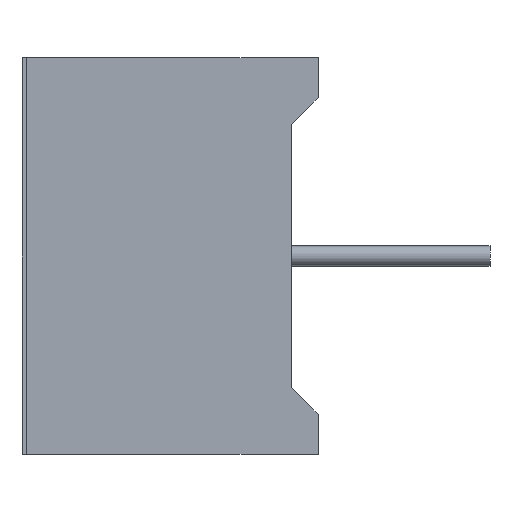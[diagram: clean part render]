
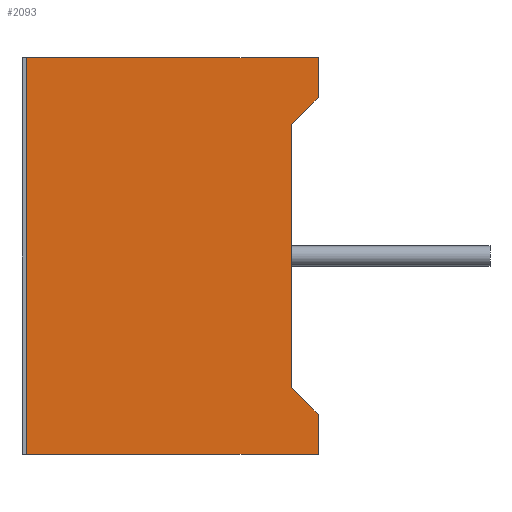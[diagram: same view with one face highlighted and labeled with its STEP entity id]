
A CAD part, left-side view. The second image highlights one B-rep face of the part: STEP entity #2093.
In plain terms, the highlighted planar face has unit normal (-1, 0, 0).
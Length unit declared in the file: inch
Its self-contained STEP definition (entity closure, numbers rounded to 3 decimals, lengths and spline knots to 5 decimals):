
#18 = EDGE_CURVE ( 'NONE', #2128, #1698, #2086, .T. ) ;
#32 = CARTESIAN_POINT ( 'NONE',  ( -0.2955, -0.04, -0.2705 ) ) ;
#77 = VECTOR ( 'NONE', #1479, 39.37008 ) ;
#93 = EDGE_CURVE ( 'NONE', #3097, #1698, #1252, .T. ) ;
#161 = ORIENTED_EDGE ( 'NONE', *, *, #3292, .T. ) ;
#179 = CARTESIAN_POINT ( 'NONE',  ( -0.2955, 0.394, -0.2955 ) ) ;
#190 = VECTOR ( 'NONE', #932, 39.37008 ) ;
#197 = VECTOR ( 'NONE', #1877, 39.37008 ) ;
#228 = EDGE_CURVE ( 'NONE', #1595, #2128, #2533, .T. ) ;
#263 = ORIENTED_EDGE ( 'NONE', *, *, #228, .F. ) ;
#310 = DIRECTION ( 'NONE',  ( 0., 0., -1. ) ) ;
#422 = CARTESIAN_POINT ( 'NONE',  ( -0.2955, 0.394, -0.2955 ) ) ;
#509 = VECTOR ( 'NONE', #1742, 39.37008 ) ;
#521 = CARTESIAN_POINT ( 'NONE',  ( -0.2955, 0.394, -0.2955 ) ) ;
#647 = VERTEX_POINT ( 'NONE', #2569 ) ;
#672 = PLANE ( 'NONE',  #2386 ) ;
#682 = DIRECTION ( 'NONE',  ( 0., 0., -1. ) ) ;
#828 = CARTESIAN_POINT ( 'NONE',  ( -0.2955, 0., -0.2955 ) ) ;
#886 = LINE ( 'NONE', #2926, #197 ) ;
#932 = DIRECTION ( 'NONE',  ( 0., -1., 0. ) ) ;
#977 = DIRECTION ( 'NONE',  ( 0., 0.707, 0.707 ) ) ;
#1078 = LINE ( 'NONE', #1489, #3111 ) ;
#1101 = ORIENTED_EDGE ( 'NONE', *, *, #18, .F. ) ;
#1181 = LINE ( 'NONE', #828, #2506 ) ;
#1252 = LINE ( 'NONE', #2555, #3261 ) ;
#1284 = ORIENTED_EDGE ( 'NONE', *, *, #93, .T. ) ;
#1408 = ORIENTED_EDGE ( 'NONE', *, *, #1639, .F. ) ;
#1427 = CARTESIAN_POINT ( 'NONE',  ( -0.2955, 0., -0.1955 ) ) ;
#1479 = DIRECTION ( 'NONE',  ( 0., -1., 0. ) ) ;
#1489 = CARTESIAN_POINT ( 'NONE',  ( -0.2955, 0., -0.1955 ) ) ;
#1501 = DIRECTION ( 'NONE',  ( 0., 0., 1. ) ) ;
#1521 = EDGE_LOOP ( 'NONE', ( #161, #1408, #2042, #2367, #1618, #1284, #1101, #263 ) ) ;
#1595 = VERTEX_POINT ( 'NONE', #521 ) ;
#1618 = ORIENTED_EDGE ( 'NONE', *, *, #1753, .T. ) ;
#1639 = EDGE_CURVE ( 'NONE', #647, #3238, #2638, .T. ) ;
#1660 = LINE ( 'NONE', #2765, #190 ) ;
#1691 = CARTESIAN_POINT ( 'NONE',  ( -0.2955, -0.04, -0.2955 ) ) ;
#1698 = VERTEX_POINT ( 'NONE', #2932 ) ;
#1742 = DIRECTION ( 'NONE',  ( 0., 0., 1. ) ) ;
#1753 = EDGE_CURVE ( 'NONE', #2252, #3097, #886, .T. ) ;
#1877 = DIRECTION ( 'NONE',  ( 0., -0.707, 0.707 ) ) ;
#1894 = DIRECTION ( 'NONE',  ( 0., 0., 1. ) ) ;
#2042 = ORIENTED_EDGE ( 'NONE', *, *, #3409, .T. ) ;
#2056 = VERTEX_POINT ( 'NONE', #1427 ) ;
#2077 = VECTOR ( 'NONE', #310, 39.37008 ) ;
#2086 = LINE ( 'NONE', #3269, #77 ) ;
#2093 = ADVANCED_FACE ( 'NONE', ( #2957 ), #672, .F. ) ;
#2128 = VERTEX_POINT ( 'NONE', #2797 ) ;
#2252 = VERTEX_POINT ( 'NONE', #2390 ) ;
#2264 = DIRECTION ( 'NONE',  ( 1., 0., 0. ) ) ;
#2367 = ORIENTED_EDGE ( 'NONE', *, *, #3117, .T. ) ;
#2386 = AXIS2_PLACEMENT_3D ( 'NONE', #422, #2264, #682 ) ;
#2390 = CARTESIAN_POINT ( 'NONE',  ( -0.2955, 0., 0.1955 ) ) ;
#2506 = VECTOR ( 'NONE', #1894, 39.37008 ) ;
#2533 = LINE ( 'NONE', #179, #509 ) ;
#2555 = CARTESIAN_POINT ( 'NONE',  ( -0.2955, -0.04, 0.2705 ) ) ;
#2569 = CARTESIAN_POINT ( 'NONE',  ( -0.2955, -0.04, -0.2355 ) ) ;
#2638 = LINE ( 'NONE', #32, #2077 ) ;
#2765 = CARTESIAN_POINT ( 'NONE',  ( -0.2955, 0.394, -0.2955 ) ) ;
#2797 = CARTESIAN_POINT ( 'NONE',  ( -0.2955, 0.394, 0.2955 ) ) ;
#2926 = CARTESIAN_POINT ( 'NONE',  ( -0.2955, -0.04, 0.2355 ) ) ;
#2932 = CARTESIAN_POINT ( 'NONE',  ( -0.2955, -0.04, 0.2955 ) ) ;
#2957 = FACE_OUTER_BOUND ( 'NONE', #1521, .T. ) ;
#3097 = VERTEX_POINT ( 'NONE', #3173 ) ;
#3111 = VECTOR ( 'NONE', #977, 39.37008 ) ;
#3117 = EDGE_CURVE ( 'NONE', #2056, #2252, #1181, .T. ) ;
#3173 = CARTESIAN_POINT ( 'NONE',  ( -0.2955, -0.04, 0.2355 ) ) ;
#3238 = VERTEX_POINT ( 'NONE', #1691 ) ;
#3261 = VECTOR ( 'NONE', #1501, 39.37008 ) ;
#3269 = CARTESIAN_POINT ( 'NONE',  ( -0.2955, 0.394, 0.2955 ) ) ;
#3292 = EDGE_CURVE ( 'NONE', #1595, #3238, #1660, .T. ) ;
#3409 = EDGE_CURVE ( 'NONE', #647, #2056, #1078, .T. ) ;
